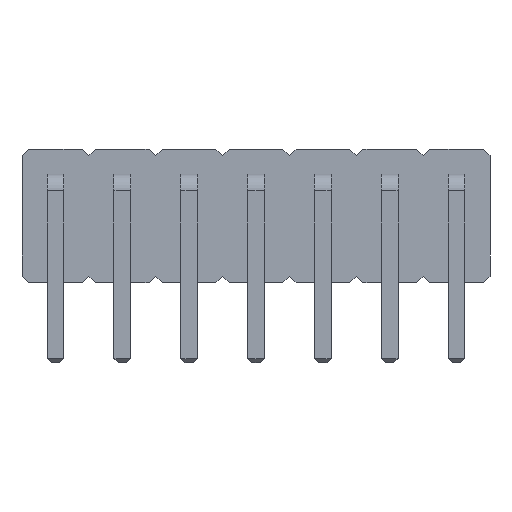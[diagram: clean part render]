
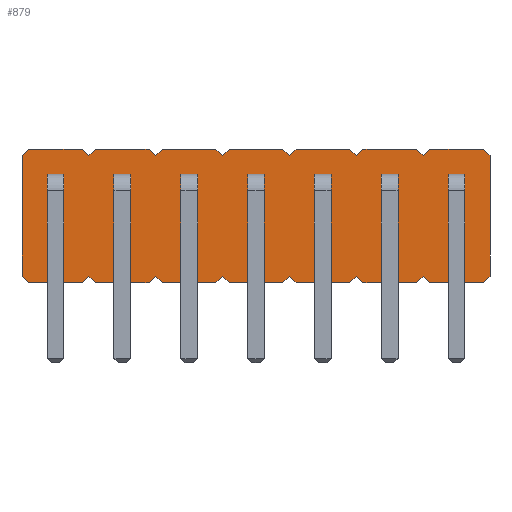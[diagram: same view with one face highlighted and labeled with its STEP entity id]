
A CAD part, left-side view. The second image highlights one B-rep face of the part: STEP entity #879.
In plain terms, the highlighted planar face has unit normal (-1, 0, 0).
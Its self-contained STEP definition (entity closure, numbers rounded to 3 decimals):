
#13=DIRECTION('',(0.,0.,1.));
#22=VERTEX_POINT('',#23);
#23=CARTESIAN_POINT('',(3.5,1.,0.2));
#34=VECTOR('',#35,1.);
#35=DIRECTION('',(0.,-0.707,-0.707));
#38=VERTEX_POINT('',#39);
#39=CARTESIAN_POINT('',(3.5,0.8,0.));
#42=EDGE_CURVE('',#22,#38,#43,.T.);
#43=LINE('',#23,#34);
#46=DIRECTION('',(0.,0.707,-0.707));
#56=VECTOR('',#57,1.);
#57=DIRECTION('',(0.,-1.,0.));
#60=VERTEX_POINT('',#61);
#61=CARTESIAN_POINT('',(3.5,-0.8,0.));
#64=EDGE_CURVE('',#38,#60,#65,.T.);
#65=LINE('',#39,#56);
#78=VECTOR('',#79,1.);
#79=DIRECTION('',(0.,-0.707,0.707));
#82=VERTEX_POINT('',#83);
#83=CARTESIAN_POINT('',(3.5,-1.,0.2));
#86=EDGE_CURVE('',#60,#82,#87,.T.);
#87=LINE('',#61,#78);
#102=VERTEX_POINT('',#103);
#103=CARTESIAN_POINT('',(3.5,-1.2,0.));
#106=EDGE_CURVE('',#82,#102,#107,.T.);
#107=LINE('',#83,#34);
#121=VERTEX_POINT('',#122);
#122=CARTESIAN_POINT('',(3.5,-2.8,0.));
#125=EDGE_CURVE('',#102,#121,#126,.T.);
#126=LINE('',#103,#56);
#140=VERTEX_POINT('',#141);
#141=CARTESIAN_POINT('',(3.5,-3.,0.2));
#144=EDGE_CURVE('',#121,#140,#145,.T.);
#145=LINE('',#122,#78);
#159=VERTEX_POINT('',#160);
#160=CARTESIAN_POINT('',(3.5,-3.2,0.));
#163=EDGE_CURVE('',#140,#159,#164,.T.);
#164=LINE('',#141,#34);
#179=VERTEX_POINT('',#180);
#180=CARTESIAN_POINT('',(3.5,-4.8,0.));
#183=EDGE_CURVE('',#159,#179,#184,.T.);
#184=LINE('',#185,#56);
#185=CARTESIAN_POINT('',(3.5,-3.2,0.));
#199=VERTEX_POINT('',#200);
#200=CARTESIAN_POINT('',(3.5,-5.,0.2));
#203=EDGE_CURVE('',#179,#199,#204,.T.);
#204=LINE('',#180,#78);
#218=VERTEX_POINT('',#219);
#219=CARTESIAN_POINT('',(3.5,-5.2,0.));
#222=EDGE_CURVE('',#199,#218,#223,.T.);
#223=LINE('',#200,#34);
#238=VERTEX_POINT('',#239);
#239=CARTESIAN_POINT('',(3.5,-6.8,0.));
#242=EDGE_CURVE('',#218,#238,#243,.T.);
#243=LINE('',#244,#56);
#244=CARTESIAN_POINT('',(3.5,-5.2,0.));
#258=VERTEX_POINT('',#259);
#259=CARTESIAN_POINT('',(3.5,-7.,0.2));
#262=EDGE_CURVE('',#238,#258,#263,.T.);
#263=LINE('',#239,#78);
#277=VERTEX_POINT('',#278);
#278=CARTESIAN_POINT('',(3.5,-7.2,0.));
#281=EDGE_CURVE('',#258,#277,#282,.T.);
#282=LINE('',#259,#34);
#297=VERTEX_POINT('',#298);
#298=CARTESIAN_POINT('',(3.5,-8.8,0.));
#301=EDGE_CURVE('',#277,#297,#302,.T.);
#302=LINE('',#303,#56);
#303=CARTESIAN_POINT('',(3.5,-7.2,0.));
#317=VERTEX_POINT('',#318);
#318=CARTESIAN_POINT('',(3.5,-9.,0.2));
#321=EDGE_CURVE('',#297,#317,#322,.T.);
#322=LINE('',#298,#78);
#336=VERTEX_POINT('',#337);
#337=CARTESIAN_POINT('',(3.5,-9.2,0.));
#340=EDGE_CURVE('',#317,#336,#341,.T.);
#341=LINE('',#318,#34);
#355=VERTEX_POINT('',#356);
#356=CARTESIAN_POINT('',(3.5,-10.8,0.));
#359=EDGE_CURVE('',#336,#355,#360,.T.);
#360=LINE('',#337,#56);
#374=VERTEX_POINT('',#375);
#375=CARTESIAN_POINT('',(3.5,-11.,0.2));
#378=EDGE_CURVE('',#355,#374,#379,.T.);
#379=LINE('',#356,#78);
#393=VERTEX_POINT('',#394);
#394=CARTESIAN_POINT('',(3.5,-11.2,0.));
#397=EDGE_CURVE('',#374,#393,#398,.T.);
#398=LINE('',#375,#34);
#412=VERTEX_POINT('',#413);
#413=CARTESIAN_POINT('',(3.5,-12.8,0.));
#416=EDGE_CURVE('',#393,#412,#417,.T.);
#417=LINE('',#394,#56);
#431=VERTEX_POINT('',#432);
#432=CARTESIAN_POINT('',(3.5,-13.,0.2));
#435=EDGE_CURVE('',#412,#431,#436,.T.);
#436=LINE('',#413,#78);
#448=VECTOR('',#13,1.);
#451=VERTEX_POINT('',#452);
#452=CARTESIAN_POINT('',(3.5,-13.,3.8));
#455=EDGE_CURVE('',#431,#451,#456,.T.);
#456=LINE('',#432,#448);
#468=VECTOR('',#469,1.);
#469=DIRECTION('',(0.,0.707,0.707));
#472=VERTEX_POINT('',#473);
#473=CARTESIAN_POINT('',(3.5,-12.8,4.));
#476=EDGE_CURVE('',#451,#472,#477,.T.);
#477=LINE('',#452,#468);
#489=VECTOR('',#490,1.);
#490=DIRECTION('',(0.,1.,0.));
#493=VERTEX_POINT('',#494);
#494=CARTESIAN_POINT('',(3.5,-11.2,4.));
#497=EDGE_CURVE('',#472,#493,#498,.T.);
#498=LINE('',#473,#489);
#510=VECTOR('',#46,1.);
#513=VERTEX_POINT('',#514);
#514=CARTESIAN_POINT('',(3.5,-11.,3.8));
#517=EDGE_CURVE('',#493,#513,#518,.T.);
#518=LINE('',#494,#510);
#532=VERTEX_POINT('',#533);
#533=CARTESIAN_POINT('',(3.5,-10.8,4.));
#536=EDGE_CURVE('',#513,#532,#537,.T.);
#537=LINE('',#514,#468);
#551=VERTEX_POINT('',#552);
#552=CARTESIAN_POINT('',(3.5,-9.2,4.));
#555=EDGE_CURVE('',#532,#551,#556,.T.);
#556=LINE('',#533,#489);
#570=VERTEX_POINT('',#571);
#571=CARTESIAN_POINT('',(3.5,-9.,3.8));
#574=EDGE_CURVE('',#551,#570,#575,.T.);
#575=LINE('',#552,#510);
#589=VERTEX_POINT('',#590);
#590=CARTESIAN_POINT('',(3.5,-8.8,4.));
#593=EDGE_CURVE('',#570,#589,#594,.T.);
#594=LINE('',#571,#468);
#608=VERTEX_POINT('',#609);
#609=CARTESIAN_POINT('',(3.5,-7.2,4.));
#612=EDGE_CURVE('',#589,#608,#613,.T.);
#613=LINE('',#590,#489);
#627=VERTEX_POINT('',#628);
#628=CARTESIAN_POINT('',(3.5,-7.,3.8));
#631=EDGE_CURVE('',#608,#627,#632,.T.);
#632=LINE('',#609,#510);
#646=VERTEX_POINT('',#647);
#647=CARTESIAN_POINT('',(3.5,-6.8,4.));
#650=EDGE_CURVE('',#627,#646,#651,.T.);
#651=LINE('',#628,#468);
#665=VERTEX_POINT('',#666);
#666=CARTESIAN_POINT('',(3.5,-5.2,4.));
#669=EDGE_CURVE('',#646,#665,#670,.T.);
#670=LINE('',#647,#489);
#684=VERTEX_POINT('',#685);
#685=CARTESIAN_POINT('',(3.5,-5.,3.8));
#688=EDGE_CURVE('',#665,#684,#689,.T.);
#689=LINE('',#666,#510);
#703=VERTEX_POINT('',#704);
#704=CARTESIAN_POINT('',(3.5,-4.8,4.));
#707=EDGE_CURVE('',#684,#703,#708,.T.);
#708=LINE('',#685,#468);
#722=VERTEX_POINT('',#723);
#723=CARTESIAN_POINT('',(3.5,-3.2,4.));
#726=EDGE_CURVE('',#703,#722,#727,.T.);
#727=LINE('',#704,#489);
#741=VERTEX_POINT('',#742);
#742=CARTESIAN_POINT('',(3.5,-3.,3.8));
#745=EDGE_CURVE('',#722,#741,#746,.T.);
#746=LINE('',#723,#510);
#760=VERTEX_POINT('',#761);
#761=CARTESIAN_POINT('',(3.5,-2.8,4.));
#764=EDGE_CURVE('',#741,#760,#765,.T.);
#765=LINE('',#742,#468);
#779=VERTEX_POINT('',#780);
#780=CARTESIAN_POINT('',(3.5,-1.2,4.));
#783=EDGE_CURVE('',#760,#779,#784,.T.);
#784=LINE('',#761,#489);
#798=VERTEX_POINT('',#799);
#799=CARTESIAN_POINT('',(3.5,-1.,3.8));
#802=EDGE_CURVE('',#779,#798,#803,.T.);
#803=LINE('',#780,#510);
#817=VERTEX_POINT('',#818);
#818=CARTESIAN_POINT('',(3.5,-0.8,4.));
#821=EDGE_CURVE('',#798,#817,#822,.T.);
#822=LINE('',#799,#468);
#836=VERTEX_POINT('',#837);
#837=CARTESIAN_POINT('',(3.5,0.8,4.));
#840=EDGE_CURVE('',#817,#836,#841,.T.);
#841=LINE('',#818,#489);
#855=VERTEX_POINT('',#856);
#856=CARTESIAN_POINT('',(3.5,1.,3.8));
#859=EDGE_CURVE('',#836,#855,#860,.T.);
#860=LINE('',#837,#510);
#870=VECTOR('',#871,1.);
#871=DIRECTION('',(0.,0.,-1.));
#874=EDGE_CURVE('',#855,#22,#875,.T.);
#875=LINE('',#856,#870);
#879=ADVANCED_FACE('',(#880),#926,.T.);
#880=FACE_BOUND('',#881,.T.);
#881=EDGE_LOOP('',(#882,#883,#884,#885,#886,#887,#888,#889,#890,#891,#892,#893,#894,#895,#896,#897,#898,#899,#900,#901,#902,#903,#904,#905,#906,#907,#908,#909,#910,#911,#912,#913,#914,#915,#916,#917,#918,#919,#920,#921,#922,#923,#924,#925));
#882=ORIENTED_EDGE('',*,*,#42,.T.);
#883=ORIENTED_EDGE('',*,*,#64,.T.);
#884=ORIENTED_EDGE('',*,*,#86,.T.);
#885=ORIENTED_EDGE('',*,*,#106,.T.);
#886=ORIENTED_EDGE('',*,*,#125,.T.);
#887=ORIENTED_EDGE('',*,*,#144,.T.);
#888=ORIENTED_EDGE('',*,*,#163,.T.);
#889=ORIENTED_EDGE('',*,*,#183,.T.);
#890=ORIENTED_EDGE('',*,*,#203,.T.);
#891=ORIENTED_EDGE('',*,*,#222,.T.);
#892=ORIENTED_EDGE('',*,*,#242,.T.);
#893=ORIENTED_EDGE('',*,*,#262,.T.);
#894=ORIENTED_EDGE('',*,*,#281,.T.);
#895=ORIENTED_EDGE('',*,*,#301,.T.);
#896=ORIENTED_EDGE('',*,*,#321,.T.);
#897=ORIENTED_EDGE('',*,*,#340,.T.);
#898=ORIENTED_EDGE('',*,*,#359,.T.);
#899=ORIENTED_EDGE('',*,*,#378,.T.);
#900=ORIENTED_EDGE('',*,*,#397,.T.);
#901=ORIENTED_EDGE('',*,*,#416,.T.);
#902=ORIENTED_EDGE('',*,*,#435,.T.);
#903=ORIENTED_EDGE('',*,*,#455,.T.);
#904=ORIENTED_EDGE('',*,*,#476,.T.);
#905=ORIENTED_EDGE('',*,*,#497,.T.);
#906=ORIENTED_EDGE('',*,*,#517,.T.);
#907=ORIENTED_EDGE('',*,*,#536,.T.);
#908=ORIENTED_EDGE('',*,*,#555,.T.);
#909=ORIENTED_EDGE('',*,*,#574,.T.);
#910=ORIENTED_EDGE('',*,*,#593,.T.);
#911=ORIENTED_EDGE('',*,*,#612,.T.);
#912=ORIENTED_EDGE('',*,*,#631,.T.);
#913=ORIENTED_EDGE('',*,*,#650,.T.);
#914=ORIENTED_EDGE('',*,*,#669,.T.);
#915=ORIENTED_EDGE('',*,*,#688,.T.);
#916=ORIENTED_EDGE('',*,*,#707,.T.);
#917=ORIENTED_EDGE('',*,*,#726,.T.);
#918=ORIENTED_EDGE('',*,*,#745,.T.);
#919=ORIENTED_EDGE('',*,*,#764,.T.);
#920=ORIENTED_EDGE('',*,*,#783,.T.);
#921=ORIENTED_EDGE('',*,*,#802,.T.);
#922=ORIENTED_EDGE('',*,*,#821,.T.);
#923=ORIENTED_EDGE('',*,*,#840,.T.);
#924=ORIENTED_EDGE('',*,*,#859,.T.);
#925=ORIENTED_EDGE('',*,*,#874,.T.);
#926=PLANE('',#927);
#927=AXIS2_PLACEMENT_3D('',#928,#929,#930);
#928=CARTESIAN_POINT('',(3.5,-6.,2.));
#929=DIRECTION('',(-1.,0.,0.));
#930=DIRECTION('',(0.,0.,-1.));
